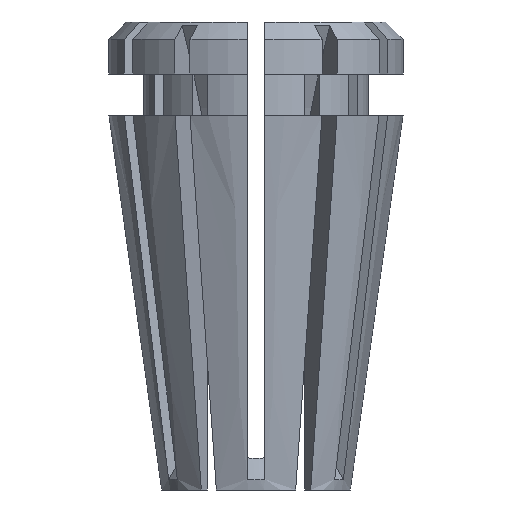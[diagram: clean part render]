
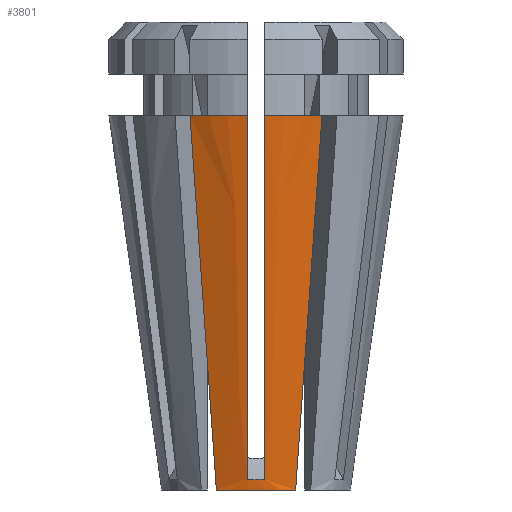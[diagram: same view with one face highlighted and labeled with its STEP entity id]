
A CAD part, front view. The second image highlights one B-rep face of the part: STEP entity #3801.
In plain terms, the highlighted conical face has half-angle 8 degrees and reference radius 2.732 mm.
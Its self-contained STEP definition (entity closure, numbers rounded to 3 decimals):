
#39 = CARTESIAN_POINT ( 'NONE',  ( -1.224, -2.62, 1.137 ) ) ;
#51 = CARTESIAN_POINT ( 'NONE',  ( 0.25, -2.765, 0.314 ) ) ;
#65 = CIRCLE ( 'NONE', #1408, 4.25 ) ;
#105 = VERTEX_POINT ( 'NONE', #3085 ) ;
#131 = DIRECTION ( 'NONE',  ( 0., 0., -1. ) ) ;
#147 = ORIENTED_EDGE ( 'NONE', *, *, #3097, .F. ) ;
#158 = ORIENTED_EDGE ( 'NONE', *, *, #2958, .T. ) ;
#206 = AXIS2_PLACEMENT_3D ( 'NONE', #2881, #131, #1279 ) ;
#243 = ORIENTED_EDGE ( 'NONE', *, *, #1129, .F. ) ;
#265 = DIRECTION ( 'NONE',  ( -1., 0., 0. ) ) ;
#343 = CARTESIAN_POINT ( 'NONE',  ( -1.905, -3.799, 10.8 ) ) ;
#375 = AXIS2_PLACEMENT_3D ( 'NONE', #3647, #525, #3610 ) ;
#418 = EDGE_CURVE ( 'NONE', #1188, #814, #65, .T. ) ;
#427 = CARTESIAN_POINT ( 'NONE',  ( -0.25, -2.765, 0.314 ) ) ;
#455 = CARTESIAN_POINT ( 'NONE',  ( 1.224, -2.62, 1.137 ) ) ;
#525 = DIRECTION ( 'NONE',  ( 0., 0., -1. ) ) ;
#641 = CARTESIAN_POINT ( 'NONE',  ( -1.384, -2.898, 3.411 ) ) ;
#778 = VERTEX_POINT ( 'NONE', #2056 ) ;
#806 = EDGE_CURVE ( 'NONE', #105, #3719, #3011, .T. ) ;
#814 = VERTEX_POINT ( 'NONE', #343 ) ;
#931 = B_SPLINE_CURVE_WITH_KNOTS ( 'NONE', 3,
 ( #1867, #3452, #2459, #3091 ),
 .UNSPECIFIED., .F., .F.,
 ( 4, 4 ),
 ( 0.015, 0.025 ),
 .UNSPECIFIED. ) ;
#951 = B_SPLINE_CURVE_WITH_KNOTS ( 'NONE', 3,
 ( #1288, #3181, #2239, #427 ),
 .UNSPECIFIED., .F., .F.,
 ( 4, 4 ),
 ( 0.015, 0.025 ),
 .UNSPECIFIED. ) ;
#992 = CARTESIAN_POINT ( 'NONE',  ( -1.732, -3.499, 8.337 ) ) ;
#1055 = CARTESIAN_POINT ( 'NONE',  ( 0., 0., 0. ) ) ;
#1129 = EDGE_CURVE ( 'NONE', #1185, #3298, #3855, .T. ) ;
#1131 = CARTESIAN_POINT ( 'NONE',  ( 0.25, -2.765, 0.314 ) ) ;
#1185 = VERTEX_POINT ( 'NONE', #2355 ) ;
#1188 = VERTEX_POINT ( 'NONE', #2061 ) ;
#1279 = DIRECTION ( 'NONE',  ( -1., 0., 0. ) ) ;
#1288 = CARTESIAN_POINT ( 'NONE',  ( -0.25, -4.243, 10.8 ) ) ;
#1408 = AXIS2_PLACEMENT_3D ( 'NONE', #1410, #2024, #265 ) ;
#1410 = CARTESIAN_POINT ( 'NONE',  ( 0., 0., 10.8 ) ) ;
#1422 = ORIENTED_EDGE ( 'NONE', *, *, #418, .T. ) ;
#1426 = VERTEX_POINT ( 'NONE', #2589 ) ;
#1508 = B_SPLINE_CURVE_WITH_KNOTS ( 'NONE', 3,
 ( #3446, #992, #2146, #641, #1524, #39, #2462 ),
 .UNSPECIFIED., .F., .F.,
 ( 4, 3, 4 ),
 ( 0., 0.007, 0.011 ),
 .UNSPECIFIED. ) ;
#1524 = CARTESIAN_POINT ( 'NONE',  ( -1.304, -2.759, 2.274 ) ) ;
#1867 = CARTESIAN_POINT ( 'NONE',  ( 0.25, -4.243, 10.8 ) ) ;
#2024 = DIRECTION ( 'NONE',  ( 0., 0., -1. ) ) ;
#2056 = CARTESIAN_POINT ( 'NONE',  ( 0.25, -4.243, 10.8 ) ) ;
#2061 = CARTESIAN_POINT ( 'NONE',  ( -0.25, -4.243, 10.8 ) ) ;
#2146 = CARTESIAN_POINT ( 'NONE',  ( -1.558, -3.199, 5.874 ) ) ;
#2239 = CARTESIAN_POINT ( 'NONE',  ( -0.25, -3.258, 3.809 ) ) ;
#2283 = CARTESIAN_POINT ( 'NONE',  ( 1.144, -2.481, 0. ) ) ;
#2295 = ORIENTED_EDGE ( 'NONE', *, *, #3847, .F. ) ;
#2334 = EDGE_CURVE ( 'NONE', #1426, #778, #2668, .T. ) ;
#2355 = CARTESIAN_POINT ( 'NONE',  ( 1.144, -2.481, 0. ) ) ;
#2378 = CARTESIAN_POINT ( 'NONE',  ( -0.083, -2.778, 0.295 ) ) ;
#2459 = CARTESIAN_POINT ( 'NONE',  ( 0.25, -3.258, 3.809 ) ) ;
#2462 = CARTESIAN_POINT ( 'NONE',  ( -1.144, -2.481, 0. ) ) ;
#2530 = DIRECTION ( 'NONE',  ( 0., 0., 1. ) ) ;
#2569 = CARTESIAN_POINT ( 'NONE',  ( 1.905, -3.799, 10.8 ) ) ;
#2585 = CARTESIAN_POINT ( 'NONE',  ( 1.304, -2.759, 2.274 ) ) ;
#2589 = CARTESIAN_POINT ( 'NONE',  ( 1.905, -3.799, 10.8 ) ) ;
#2609 = EDGE_LOOP ( 'NONE', ( #1422, #3216, #243, #2295, #3230, #158, #3413, #147 ) ) ;
#2668 = CIRCLE ( 'NONE', #206, 4.25 ) ;
#2785 = B_SPLINE_CURVE_WITH_KNOTS ( 'NONE', 3,
 ( #2569, #3791, #3198, #3831, #2585, #455, #2283 ),
 .UNSPECIFIED., .F., .F.,
 ( 4, 3, 4 ),
 ( 0., 0.007, 0.011 ),
 .UNSPECIFIED. ) ;
#2827 = DIRECTION ( 'NONE',  ( 1., 0., 0. ) ) ;
#2851 = CARTESIAN_POINT ( 'NONE',  ( -0.25, -2.765, 0.314 ) ) ;
#2881 = CARTESIAN_POINT ( 'NONE',  ( 0., 0., 10.8 ) ) ;
#2958 = EDGE_CURVE ( 'NONE', #778, #3719, #931, .T. ) ;
#2991 = CARTESIAN_POINT ( 'NONE',  ( 0.083, -2.778, 0.295 ) ) ;
#3011 = B_SPLINE_CURVE_WITH_KNOTS ( 'NONE', 3,
 ( #2851, #2378, #2991, #1131 ),
 .UNSPECIFIED., .F., .F.,
 ( 4, 4 ),
 ( 0., 0.001 ),
 .UNSPECIFIED. ) ;
#3085 = CARTESIAN_POINT ( 'NONE',  ( -0.25, -2.765, 0.314 ) ) ;
#3091 = CARTESIAN_POINT ( 'NONE',  ( 0.25, -2.765, 0.314 ) ) ;
#3097 = EDGE_CURVE ( 'NONE', #1188, #105, #951, .T. ) ;
#3181 = CARTESIAN_POINT ( 'NONE',  ( -0.25, -3.751, 7.304 ) ) ;
#3198 = CARTESIAN_POINT ( 'NONE',  ( 1.558, -3.199, 5.874 ) ) ;
#3216 = ORIENTED_EDGE ( 'NONE', *, *, #3306, .T. ) ;
#3230 = ORIENTED_EDGE ( 'NONE', *, *, #2334, .T. ) ;
#3298 = VERTEX_POINT ( 'NONE', #3457 ) ;
#3306 = EDGE_CURVE ( 'NONE', #814, #3298, #1508, .T. ) ;
#3375 = AXIS2_PLACEMENT_3D ( 'NONE', #1055, #2530, #2827 ) ;
#3413 = ORIENTED_EDGE ( 'NONE', *, *, #806, .F. ) ;
#3446 = CARTESIAN_POINT ( 'NONE',  ( -1.905, -3.799, 10.8 ) ) ;
#3449 = CONICAL_SURFACE ( 'NONE', #3375, 2.732, 0.14 ) ;
#3452 = CARTESIAN_POINT ( 'NONE',  ( 0.25, -3.751, 7.304 ) ) ;
#3457 = CARTESIAN_POINT ( 'NONE',  ( -1.144, -2.481, 0. ) ) ;
#3610 = DIRECTION ( 'NONE',  ( -1., 0., 0. ) ) ;
#3647 = CARTESIAN_POINT ( 'NONE',  ( 0., 0., 0. ) ) ;
#3719 = VERTEX_POINT ( 'NONE', #51 ) ;
#3791 = CARTESIAN_POINT ( 'NONE',  ( 1.732, -3.499, 8.337 ) ) ;
#3801 = ADVANCED_FACE ( 'NONE', ( #3938 ), #3449, .T. ) ;
#3831 = CARTESIAN_POINT ( 'NONE',  ( 1.384, -2.898, 3.411 ) ) ;
#3847 = EDGE_CURVE ( 'NONE', #1426, #1185, #2785, .T. ) ;
#3855 = CIRCLE ( 'NONE', #375, 2.732 ) ;
#3938 = FACE_OUTER_BOUND ( 'NONE', #2609, .T. ) ;
